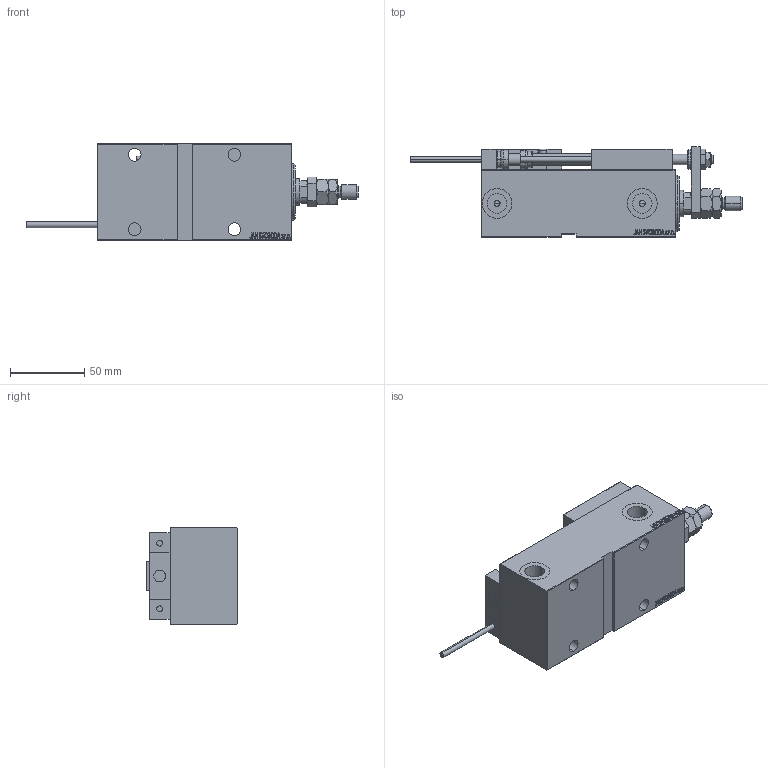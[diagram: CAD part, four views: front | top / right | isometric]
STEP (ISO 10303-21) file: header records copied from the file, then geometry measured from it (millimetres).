
FILE_DESCRIPTION (( 'STEP AP203' ), '1' );
FILE_NAME ('6896.STEP', '2024-07-04T14:05:20', ( '' ), ( '' ), 'SwSTEP 2.0', 'SolidWorks 2019', '' );
FILE_SCHEMA (( 'CONFIG_CONTROL_DESIGN' ));
Length unit declared in the file: millimetre
Products named in the file (17): Block 7bbb1e78c09a6a31ad81a4f0679d533a; NUT_D12 7bbb1e78c09a6a31ad81a4f0679d533a; SWITCH DIM B,W 7bbb1e78c09a6a31ad81a4f0679d533a; SWITCH_X_FRONT_BACK 7bbb1e78c09a6a31ad81a4f0679d533a; KONCOVKA 7bbb1e78c09a6a31ad81a4f0679d533a; ALLEN BOLT D5 7bbb1e78c09a6a31ad81a4f0679d533a; ALLEN BOLT D8 7bbb1e78c09a6a31ad81a4f0679d533a; TYC_L79 7bbb1e78c09a6a31ad81a4f0679d533a; V450CM_E_VCP 7bbb1e78c09a6a31ad81a4f0679d533a; 6896; NUT_D10 7bbb1e78c09a6a31ad81a4f0679d533a; V450CM_VC_B 7bbb1e78c09a6a31ad81a4f0679d533a; ZARAZKA 7bbb1e78c09a6a31ad81a4f0679d533a; MAGNET 7bbb1e78c09a6a31ad81a4f0679d533a; X_Y_MTA 7bbb1e78c09a6a31ad81a4f0679d533a; V450CM_E_Body 7bbb1e78c09a6a31ad81a4f0679d533a; SWITCH X 7bbb1e78c09a6a31ad81a4f0679d533a
Assembly tree (26 placements, depth 3):
  6896
    V450CM_E_Body 7bbb1e78c09a6a31ad81a4f0679d533a
    V450CM_E_VCP 7bbb1e78c09a6a31ad81a4f0679d533a
    V450CM_VC_B 7bbb1e78c09a6a31ad81a4f0679d533a
    SWITCH X 7bbb1e78c09a6a31ad81a4f0679d533a
      SWITCH_X_FRONT_BACK 7bbb1e78c09a6a31ad81a4f0679d533a  x2
      TYC_L79 7bbb1e78c09a6a31ad81a4f0679d533a
      Block 7bbb1e78c09a6a31ad81a4f0679d533a  x2
      ALLEN BOLT D5 7bbb1e78c09a6a31ad81a4f0679d533a  x4
      ALLEN BOLT D8 7bbb1e78c09a6a31ad81a4f0679d533a  x4
      MAGNET 7bbb1e78c09a6a31ad81a4f0679d533a  x2
      KONCOVKA 7bbb1e78c09a6a31ad81a4f0679d533a  x2
    SWITCH DIM B,W 7bbb1e78c09a6a31ad81a4f0679d533a
    ZARAZKA 7bbb1e78c09a6a31ad81a4f0679d533a
    NUT_D10 7bbb1e78c09a6a31ad81a4f0679d533a
    NUT_D12 7bbb1e78c09a6a31ad81a4f0679d533a
    X_Y_MTA 7bbb1e78c09a6a31ad81a4f0679d533a
Bounding box: 223 x 60.5 x 65 mm (x, y, z)
Volume: 400758.6 mm3; surface area: 91853 mm2
Topology: 25 solids, 25 shells, 1342 faces, 3202 edges, 2036 vertices
Faces by surface type: plane 585, bspline 380, cylinder 186, cone 141, torus 46, sphere 4
Entity records: 51742 total; most frequent: CARTESIAN_POINT 26051, ORIENTED_EDGE 5424, DIRECTION 3683, EDGE_CURVE 2712, VERTEX_POINT 1760, LINE 1531, VECTOR 1531, EDGE_LOOP 1252
